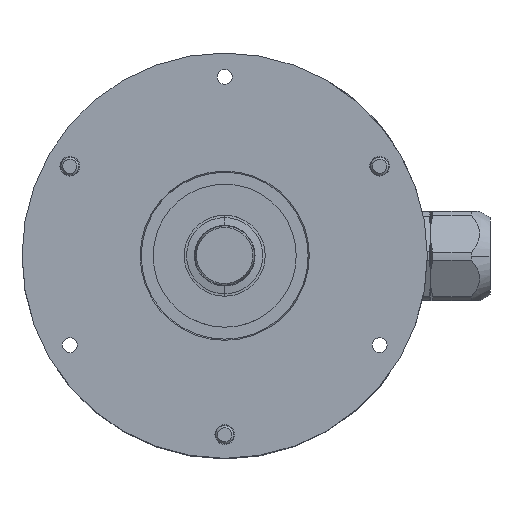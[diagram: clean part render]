
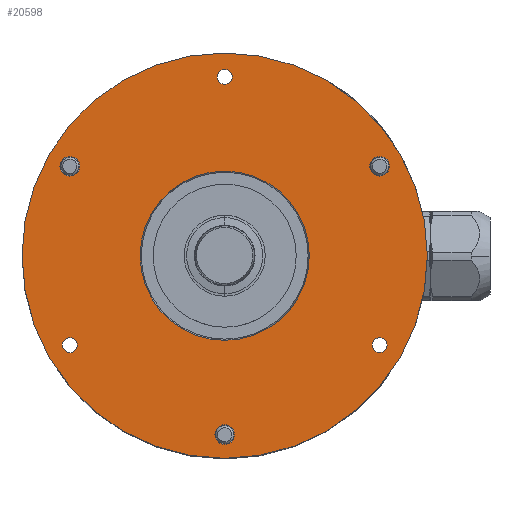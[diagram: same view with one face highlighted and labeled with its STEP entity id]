
A CAD part, top view. The second image highlights one B-rep face of the part: STEP entity #20598.
In plain terms, the highlighted planar face has unit normal (0, 0, 1).
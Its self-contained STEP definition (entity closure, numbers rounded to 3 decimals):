
#4163=CARTESIAN_POINT('',(0.,0.,25.));
#4164=DIRECTION('',(0.,0.,1.));
#4165=DIRECTION('',(1.,0.,0.));
#4166=AXIS2_PLACEMENT_3D('',#4163,#4164,#4165);
#4168=CARTESIAN_POINT('',(0.,0.,25.));
#4169=DIRECTION('',(0.,0.,1.));
#4170=DIRECTION('',(-1.,0.,0.));
#4171=AXIS2_PLACEMENT_3D('',#4168,#4169,#4170);
#4173=CARTESIAN_POINT('',(-25.981,-15.,25.));
#4174=DIRECTION('',(0.,0.,-1.));
#4175=DIRECTION('',(0.,1.,0.));
#4176=AXIS2_PLACEMENT_3D('',#4173,#4174,#4175);
#4178=CARTESIAN_POINT('',(-25.981,-15.,25.));
#4179=DIRECTION('',(0.,0.,-1.));
#4180=DIRECTION('',(0.,-1.,0.));
#4181=AXIS2_PLACEMENT_3D('',#4178,#4179,#4180);
#4183=CARTESIAN_POINT('',(0.,30.,25.));
#4184=DIRECTION('',(0.,0.,-1.));
#4185=DIRECTION('',(0.,1.,0.));
#4186=AXIS2_PLACEMENT_3D('',#4183,#4184,#4185);
#4188=CARTESIAN_POINT('',(0.,30.,25.));
#4189=DIRECTION('',(0.,0.,-1.));
#4190=DIRECTION('',(0.,-1.,0.));
#4191=AXIS2_PLACEMENT_3D('',#4188,#4189,#4190);
#4193=CARTESIAN_POINT('',(25.981,-15.,25.));
#4194=DIRECTION('',(0.,0.,-1.));
#4195=DIRECTION('',(0.,1.,0.));
#4196=AXIS2_PLACEMENT_3D('',#4193,#4194,#4195);
#4198=CARTESIAN_POINT('',(25.981,-15.,25.));
#4199=DIRECTION('',(0.,0.,-1.));
#4200=DIRECTION('',(0.,-1.,0.));
#4201=AXIS2_PLACEMENT_3D('',#4198,#4199,#4200);
#4203=CARTESIAN_POINT('',(25.981,15.,25.));
#4204=DIRECTION('',(0.,0.,1.));
#4205=DIRECTION('',(0.,-1.,0.));
#4206=AXIS2_PLACEMENT_3D('',#4203,#4204,#4205);
#4208=CARTESIAN_POINT('',(25.981,15.,25.));
#4209=DIRECTION('',(0.,0.,1.));
#4210=DIRECTION('',(0.,1.,0.));
#4211=AXIS2_PLACEMENT_3D('',#4208,#4209,#4210);
#4213=CARTESIAN_POINT('',(0.,-30.,25.));
#4214=DIRECTION('',(0.,0.,1.));
#4215=DIRECTION('',(0.,-1.,0.));
#4216=AXIS2_PLACEMENT_3D('',#4213,#4214,#4215);
#4218=CARTESIAN_POINT('',(0.,-30.,25.));
#4219=DIRECTION('',(0.,0.,1.));
#4220=DIRECTION('',(0.,1.,0.));
#4221=AXIS2_PLACEMENT_3D('',#4218,#4219,#4220);
#4223=CARTESIAN_POINT('',(-25.981,15.,25.));
#4224=DIRECTION('',(0.,0.,1.));
#4225=DIRECTION('',(0.,-1.,0.));
#4226=AXIS2_PLACEMENT_3D('',#4223,#4224,#4225);
#4228=CARTESIAN_POINT('',(-25.981,15.,25.));
#4229=DIRECTION('',(0.,0.,1.));
#4230=DIRECTION('',(0.,1.,0.));
#4231=AXIS2_PLACEMENT_3D('',#4228,#4229,#4230);
#4242=CARTESIAN_POINT('',(0.,0.,25.));
#4243=DIRECTION('',(0.,0.,-1.));
#4244=DIRECTION('',(-1.,0.,0.));
#4245=AXIS2_PLACEMENT_3D('',#4242,#4243,#4244);
#4271=CARTESIAN_POINT('',(0.,0.,25.));
#4272=DIRECTION('',(0.,0.,-1.));
#4273=DIRECTION('',(1.,0.,0.));
#4274=AXIS2_PLACEMENT_3D('',#4271,#4272,#4273);
#16189=CARTESIAN_POINT('',(34.,0.,25.));
#16190=CARTESIAN_POINT('',(-34.,0.,25.));
#16191=VERTEX_POINT('',#16189);
#16192=VERTEX_POINT('',#16190);
#16215=CARTESIAN_POINT('',(14.188,0.,25.));
#16216=CARTESIAN_POINT('',(-14.188,0.,25.));
#16217=VERTEX_POINT('',#16215);
#16218=VERTEX_POINT('',#16216);
#16345=CARTESIAN_POINT('',(-25.981,-13.75,25.));
#16346=CARTESIAN_POINT('',(-25.981,-16.25,25.));
#16347=VERTEX_POINT('',#16345);
#16348=VERTEX_POINT('',#16346);
#16349=CARTESIAN_POINT('',(0.,31.25,25.));
#16350=CARTESIAN_POINT('',(0.,28.75,25.));
#16351=VERTEX_POINT('',#16349);
#16352=VERTEX_POINT('',#16350);
#16353=CARTESIAN_POINT('',(25.981,-13.75,25.));
#16354=CARTESIAN_POINT('',(25.981,-16.25,25.));
#16355=VERTEX_POINT('',#16353);
#16356=VERTEX_POINT('',#16354);
#16393=CARTESIAN_POINT('',(25.981,13.35,25.));
#16394=CARTESIAN_POINT('',(25.981,16.65,25.));
#16395=VERTEX_POINT('',#16393);
#16396=VERTEX_POINT('',#16394);
#16405=CARTESIAN_POINT('',(0.,-31.65,25.));
#16406=CARTESIAN_POINT('',(0.,-28.35,25.));
#16407=VERTEX_POINT('',#16405);
#16408=VERTEX_POINT('',#16406);
#16417=CARTESIAN_POINT('',(-25.981,13.35,25.));
#16418=CARTESIAN_POINT('',(-25.981,16.65,25.));
#16419=VERTEX_POINT('',#16417);
#16420=VERTEX_POINT('',#16418);
#20547=CARTESIAN_POINT('',(0.,0.,25.));
#20548=DIRECTION('',(0.,0.,1.));
#20549=DIRECTION('',(1.,0.,0.));
#20550=AXIS2_PLACEMENT_3D('',#20547,#20548,#20549);
#20551=PLANE('',#20550);
#20552=ORIENTED_EDGE('',*,*,#20527,.F.);
#20553=ORIENTED_EDGE('',*,*,#20541,.F.);
#20554=EDGE_LOOP('',(#20552,#20553));
#20555=FACE_OUTER_BOUND('',#20554,.F.);
#20557=ORIENTED_EDGE('',*,*,#20556,.F.);
#20559=ORIENTED_EDGE('',*,*,#20558,.F.);
#20560=EDGE_LOOP('',(#20557,#20559));
#20561=FACE_BOUND('',#20560,.F.);
#20563=ORIENTED_EDGE('',*,*,#20562,.F.);
#20565=ORIENTED_EDGE('',*,*,#20564,.F.);
#20566=EDGE_LOOP('',(#20563,#20565));
#20567=FACE_BOUND('',#20566,.F.);
#20569=ORIENTED_EDGE('',*,*,#20568,.F.);
#20571=ORIENTED_EDGE('',*,*,#20570,.F.);
#20572=EDGE_LOOP('',(#20569,#20571));
#20573=FACE_BOUND('',#20572,.F.);
#20575=ORIENTED_EDGE('',*,*,#20574,.F.);
#20577=ORIENTED_EDGE('',*,*,#20576,.F.);
#20578=EDGE_LOOP('',(#20575,#20577));
#20579=FACE_BOUND('',#20578,.F.);
#20581=ORIENTED_EDGE('',*,*,#20580,.T.);
#20583=ORIENTED_EDGE('',*,*,#20582,.T.);
#20584=EDGE_LOOP('',(#20581,#20583));
#20585=FACE_BOUND('',#20584,.F.);
#20587=ORIENTED_EDGE('',*,*,#20586,.T.);
#20589=ORIENTED_EDGE('',*,*,#20588,.T.);
#20590=EDGE_LOOP('',(#20587,#20589));
#20591=FACE_BOUND('',#20590,.F.);
#20593=ORIENTED_EDGE('',*,*,#20592,.T.);
#20595=ORIENTED_EDGE('',*,*,#20594,.T.);
#20596=EDGE_LOOP('',(#20593,#20595));
#20597=FACE_BOUND('',#20596,.F.);
#4167=CIRCLE('',#4166,34.);
#4172=CIRCLE('',#4171,34.);
#4177=CIRCLE('',#4176,1.25);
#4182=CIRCLE('',#4181,1.25);
#4187=CIRCLE('',#4186,1.25);
#4192=CIRCLE('',#4191,1.25);
#4197=CIRCLE('',#4196,1.25);
#4202=CIRCLE('',#4201,1.25);
#4207=CIRCLE('',#4206,1.65);
#4212=CIRCLE('',#4211,1.65);
#4217=CIRCLE('',#4216,1.65);
#4222=CIRCLE('',#4221,1.65);
#4227=CIRCLE('',#4226,1.65);
#4232=CIRCLE('',#4231,1.65);
#4246=CIRCLE('',#4245,14.188);
#4275=CIRCLE('',#4274,14.188);
#20527=EDGE_CURVE('',#16191,#16192,#4167,.T.);
#20541=EDGE_CURVE('',#16192,#16191,#4172,.T.);
#20556=EDGE_CURVE('',#16218,#16217,#4246,.T.);
#20558=EDGE_CURVE('',#16217,#16218,#4275,.T.);
#20562=EDGE_CURVE('',#16347,#16348,#4177,.T.);
#20564=EDGE_CURVE('',#16348,#16347,#4182,.T.);
#20568=EDGE_CURVE('',#16351,#16352,#4187,.T.);
#20570=EDGE_CURVE('',#16352,#16351,#4192,.T.);
#20574=EDGE_CURVE('',#16355,#16356,#4197,.T.);
#20576=EDGE_CURVE('',#16356,#16355,#4202,.T.);
#20580=EDGE_CURVE('',#16395,#16396,#4207,.T.);
#20582=EDGE_CURVE('',#16396,#16395,#4212,.T.);
#20586=EDGE_CURVE('',#16407,#16408,#4217,.T.);
#20588=EDGE_CURVE('',#16408,#16407,#4222,.T.);
#20592=EDGE_CURVE('',#16419,#16420,#4227,.T.);
#20594=EDGE_CURVE('',#16420,#16419,#4232,.T.);
#20598=ADVANCED_FACE('',(#20555,#20561,#20567,#20573,#20579,#20585,#20591,
#20597),#20551,.T.);
